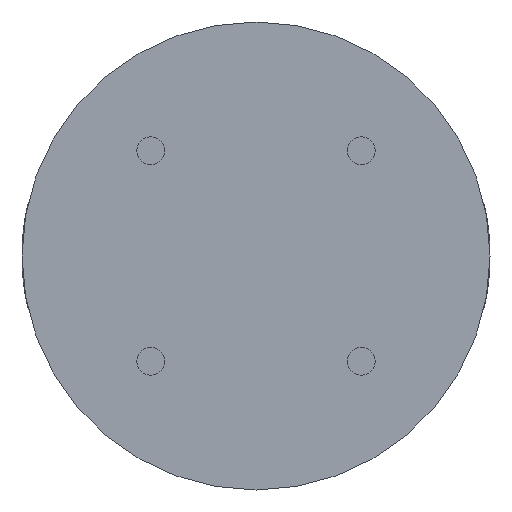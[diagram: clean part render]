
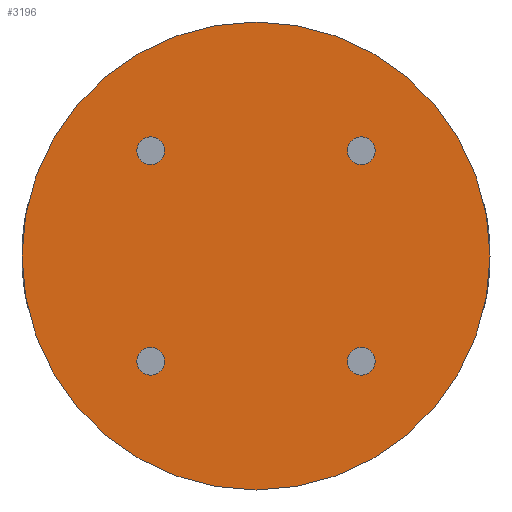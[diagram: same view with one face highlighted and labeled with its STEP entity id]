
A CAD part, front view. The second image highlights one B-rep face of the part: STEP entity #3196.
In plain terms, the highlighted planar face has unit normal (0, -1, 0).
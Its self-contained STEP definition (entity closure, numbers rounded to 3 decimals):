
#19=CARTESIAN_POINT('',(0.,0.,0.));
#20=DIRECTION('',(0.,1.,0.));
#21=DIRECTION('',(1.,0.,0.));
#22=AXIS2_PLACEMENT_3D('',#19,#20,#21);
#24=CARTESIAN_POINT('',(0.,0.,0.));
#25=DIRECTION('',(0.,1.,0.));
#26=DIRECTION('',(-1.,0.,0.));
#27=AXIS2_PLACEMENT_3D('',#24,#25,#26);
#29=CARTESIAN_POINT('',(24.749,0.,-24.749));
#30=DIRECTION('',(0.,1.,0.));
#31=DIRECTION('',(1.,0.,0.));
#32=AXIS2_PLACEMENT_3D('',#29,#30,#31);
#34=CARTESIAN_POINT('',(24.749,0.,-24.749));
#35=DIRECTION('',(0.,1.,0.));
#36=DIRECTION('',(-1.,0.,0.));
#37=AXIS2_PLACEMENT_3D('',#34,#35,#36);
#39=CARTESIAN_POINT('',(24.749,0.,24.749));
#40=DIRECTION('',(0.,1.,0.));
#41=DIRECTION('',(0.,0.,1.));
#42=AXIS2_PLACEMENT_3D('',#39,#40,#41);
#44=CARTESIAN_POINT('',(24.749,0.,24.749));
#45=DIRECTION('',(0.,1.,0.));
#46=DIRECTION('',(0.,0.,-1.));
#47=AXIS2_PLACEMENT_3D('',#44,#45,#46);
#49=CARTESIAN_POINT('',(-24.749,0.,24.749));
#50=DIRECTION('',(0.,1.,0.));
#51=DIRECTION('',(-1.,0.,0.));
#52=AXIS2_PLACEMENT_3D('',#49,#50,#51);
#54=CARTESIAN_POINT('',(-24.749,0.,24.749));
#55=DIRECTION('',(0.,1.,0.));
#56=DIRECTION('',(1.,0.,0.));
#57=AXIS2_PLACEMENT_3D('',#54,#55,#56);
#59=CARTESIAN_POINT('',(-24.749,0.,-24.749));
#60=DIRECTION('',(0.,1.,0.));
#61=DIRECTION('',(0.,0.,-1.));
#62=AXIS2_PLACEMENT_3D('',#59,#60,#61);
#64=CARTESIAN_POINT('',(-24.749,0.,-24.749));
#65=DIRECTION('',(0.,1.,0.));
#66=DIRECTION('',(0.,0.,1.));
#67=AXIS2_PLACEMENT_3D('',#64,#65,#66);
#2531=CARTESIAN_POINT('',(55.,0.,0.));
#2532=CARTESIAN_POINT('',(-55.,0.,0.));
#2533=VERTEX_POINT('',#2531);
#2534=VERTEX_POINT('',#2532);
#2581=CARTESIAN_POINT('',(27.999,0.,-24.749));
#2582=CARTESIAN_POINT('',(21.499,0.,-24.749));
#2583=VERTEX_POINT('',#2581);
#2584=VERTEX_POINT('',#2582);
#2621=CARTESIAN_POINT('',(24.749,0.,27.999));
#2622=CARTESIAN_POINT('',(24.749,0.,21.499));
#2623=VERTEX_POINT('',#2621);
#2624=VERTEX_POINT('',#2622);
#2633=CARTESIAN_POINT('',(-27.999,0.,24.749));
#2634=CARTESIAN_POINT('',(-21.499,0.,24.749));
#2635=VERTEX_POINT('',#2633);
#2636=VERTEX_POINT('',#2634);
#2645=CARTESIAN_POINT('',(-24.749,0.,-27.999));
#2646=CARTESIAN_POINT('',(-24.749,0.,-21.499));
#2647=VERTEX_POINT('',#2645);
#2648=VERTEX_POINT('',#2646);
#3161=CARTESIAN_POINT('',(0.,0.,0.));
#3162=DIRECTION('',(0.,1.,0.));
#3163=DIRECTION('',(1.,0.,0.));
#3164=AXIS2_PLACEMENT_3D('',#3161,#3162,#3163);
#3165=PLANE('',#3164);
#3167=ORIENTED_EDGE('',*,*,#3166,.T.);
#3169=ORIENTED_EDGE('',*,*,#3168,.T.);
#3170=EDGE_LOOP('',(#3167,#3169));
#3171=FACE_OUTER_BOUND('',#3170,.F.);
#3173=ORIENTED_EDGE('',*,*,#3172,.F.);
#3175=ORIENTED_EDGE('',*,*,#3174,.F.);
#3176=EDGE_LOOP('',(#3173,#3175));
#3177=FACE_BOUND('',#3176,.F.);
#3179=ORIENTED_EDGE('',*,*,#3178,.F.);
#3181=ORIENTED_EDGE('',*,*,#3180,.F.);
#3182=EDGE_LOOP('',(#3179,#3181));
#3183=FACE_BOUND('',#3182,.F.);
#3185=ORIENTED_EDGE('',*,*,#3184,.F.);
#3187=ORIENTED_EDGE('',*,*,#3186,.F.);
#3188=EDGE_LOOP('',(#3185,#3187));
#3189=FACE_BOUND('',#3188,.F.);
#3191=ORIENTED_EDGE('',*,*,#3190,.F.);
#3193=ORIENTED_EDGE('',*,*,#3192,.F.);
#3194=EDGE_LOOP('',(#3191,#3193));
#3195=FACE_BOUND('',#3194,.F.);
#3196=ADVANCED_FACE('',(#3171,#3177,#3183,#3189,#3195),#3165,.F.);
#23=CIRCLE('',#22,55.);
#28=CIRCLE('',#27,55.);
#33=CIRCLE('',#32,3.25);
#38=CIRCLE('',#37,3.25);
#43=CIRCLE('',#42,3.25);
#48=CIRCLE('',#47,3.25);
#53=CIRCLE('',#52,3.25);
#58=CIRCLE('',#57,3.25);
#63=CIRCLE('',#62,3.25);
#68=CIRCLE('',#67,3.25);
#3166=EDGE_CURVE('',#2533,#2534,#23,.T.);
#3168=EDGE_CURVE('',#2534,#2533,#28,.T.);
#3172=EDGE_CURVE('',#2583,#2584,#33,.T.);
#3174=EDGE_CURVE('',#2584,#2583,#38,.T.);
#3178=EDGE_CURVE('',#2623,#2624,#43,.T.);
#3180=EDGE_CURVE('',#2624,#2623,#48,.T.);
#3184=EDGE_CURVE('',#2635,#2636,#53,.T.);
#3186=EDGE_CURVE('',#2636,#2635,#58,.T.);
#3190=EDGE_CURVE('',#2647,#2648,#63,.T.);
#3192=EDGE_CURVE('',#2648,#2647,#68,.T.);
